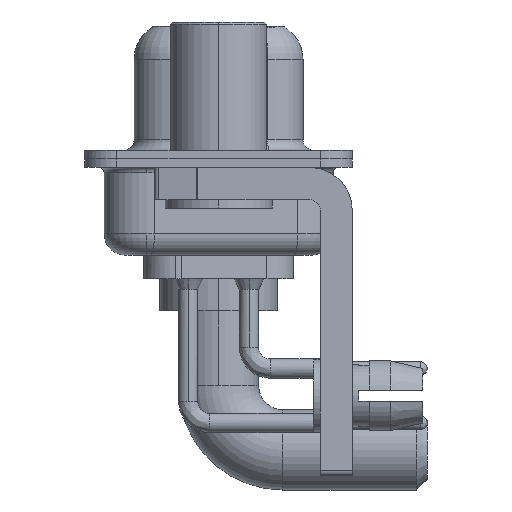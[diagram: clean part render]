
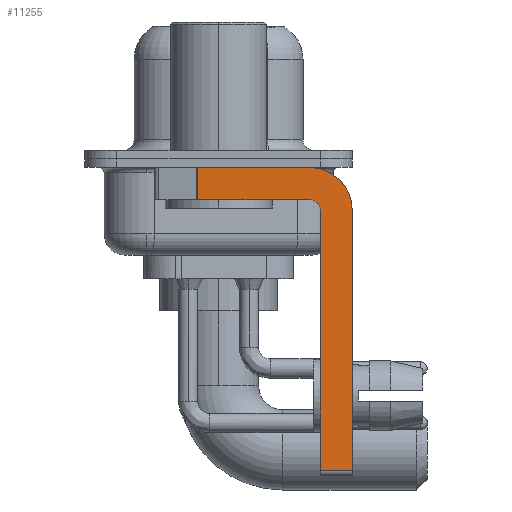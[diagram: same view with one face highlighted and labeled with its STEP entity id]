
A CAD part, left-side view. The second image highlights one B-rep face of the part: STEP entity #11255.
In plain terms, the highlighted planar face has unit normal (-1, 0, 0).
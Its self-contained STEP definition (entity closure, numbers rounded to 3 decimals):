
#1158 = LINE ( 'NONE', #9335, #20374 ) ;
#1585 = ORIENTED_EDGE ( 'NONE', *, *, #3449, .F. ) ;
#2161 = AXIS2_PLACEMENT_3D ( 'NONE', #14805, #9402, #12773 ) ;
#2291 = DIRECTION ( 'NONE',  ( 0., 0., -1. ) ) ;
#2401 = AXIS2_PLACEMENT_3D ( 'NONE', #13872, #21074, #2291 ) ;
#2570 = FACE_OUTER_BOUND ( 'NONE', #10069, .T. ) ;
#2616 = DIRECTION ( 'NONE',  ( 0., 0., -1. ) ) ;
#2785 = VECTOR ( 'NONE', #13545, 1000. ) ;
#3066 = CIRCLE ( 'NONE', #22119, 0.5 ) ;
#3099 = EDGE_CURVE ( 'NONE', #13253, #14528, #6710, .T. ) ;
#3449 = EDGE_CURVE ( 'NONE', #15371, #12937, #5026, .T. ) ;
#3520 = CARTESIAN_POINT ( 'NONE',  ( -2.9, -4.25, -1.9 ) ) ;
#3593 = CARTESIAN_POINT ( 'NONE',  ( -2.9, 3., -0.4 ) ) ;
#3924 = VERTEX_POINT ( 'NONE', #3520 ) ;
#4370 = VECTOR ( 'NONE', #7424, 1000. ) ;
#4802 = CARTESIAN_POINT ( 'NONE',  ( -2.9, -4.75, -14.8 ) ) ;
#5026 = LINE ( 'NONE', #4802, #2785 ) ;
#5052 = CARTESIAN_POINT ( 'NONE',  ( -2.9, -4.25, -0.4 ) ) ;
#5128 = ORIENTED_EDGE ( 'NONE', *, *, #3099, .F. ) ;
#5749 = CARTESIAN_POINT ( 'NONE',  ( -2.9, -4.25, -1.9 ) ) ;
#6582 = DIRECTION ( 'NONE',  ( 0., -1., 0. ) ) ;
#6710 = CIRCLE ( 'NONE', #2401, 2. ) ;
#7164 = CARTESIAN_POINT ( 'NONE',  ( -2.9, 0.978, -1.9 ) ) ;
#7424 = DIRECTION ( 'NONE',  ( 0., 1., 0. ) ) ;
#7788 = CARTESIAN_POINT ( 'NONE',  ( -2.9, 0.978, -0.4 ) ) ;
#8103 = DIRECTION ( 'NONE',  ( 0., 0., -1. ) ) ;
#8274 = EDGE_CURVE ( 'NONE', #15371, #20142, #18304, .T. ) ;
#8640 = EDGE_CURVE ( 'NONE', #19184, #13359, #17911, .T. ) ;
#9333 = EDGE_CURVE ( 'NONE', #19184, #13253, #21003, .T. ) ;
#9335 = CARTESIAN_POINT ( 'NONE',  ( -2.9, -6.25, -2.4 ) ) ;
#9402 = DIRECTION ( 'NONE',  ( 1., 0., 0. ) ) ;
#9422 = ORIENTED_EDGE ( 'NONE', *, *, #21047, .F. ) ;
#9910 = DIRECTION ( 'NONE',  ( -1., 0., 0. ) ) ;
#9955 = CARTESIAN_POINT ( 'NONE',  ( -2.9, -6.25, -2.4 ) ) ;
#10062 = CARTESIAN_POINT ( 'NONE',  ( -2.9, -4.25, -14.55 ) ) ;
#10069 = EDGE_LOOP ( 'NONE', ( #10293, #18447, #16741, #20004, #1585, #15116, #9422, #5128 ) ) ;
#10293 = ORIENTED_EDGE ( 'NONE', *, *, #9333, .F. ) ;
#11255 = ADVANCED_FACE ( 'NONE', ( #2570 ), #18313, .F. ) ;
#11596 = CARTESIAN_POINT ( 'NONE',  ( -2.9, -4.25, -2.4 ) ) ;
#11772 = CARTESIAN_POINT ( 'NONE',  ( -2.9, -6.25, -14.55 ) ) ;
#12773 = DIRECTION ( 'NONE',  ( 0., 0., -1. ) ) ;
#12937 = VERTEX_POINT ( 'NONE', #20840 ) ;
#13165 = CARTESIAN_POINT ( 'NONE',  ( -2.9, -4.75, -14.55 ) ) ;
#13253 = VERTEX_POINT ( 'NONE', #5052 ) ;
#13359 = VERTEX_POINT ( 'NONE', #7164 ) ;
#13545 = DIRECTION ( 'NONE',  ( 0., 0., 1. ) ) ;
#13872 = CARTESIAN_POINT ( 'NONE',  ( -2.9, -4.25, -2.4 ) ) ;
#14361 = EDGE_CURVE ( 'NONE', #3924, #13359, #20106, .T. ) ;
#14528 = VERTEX_POINT ( 'NONE', #9955 ) ;
#14759 = VECTOR ( 'NONE', #2616, 1000. ) ;
#14805 = CARTESIAN_POINT ( 'NONE',  ( -2.9, -4.25, -2.4 ) ) ;
#15116 = ORIENTED_EDGE ( 'NONE', *, *, #8274, .T. ) ;
#15371 = VERTEX_POINT ( 'NONE', #13165 ) ;
#16741 = ORIENTED_EDGE ( 'NONE', *, *, #14361, .F. ) ;
#16782 = DIRECTION ( 'NONE',  ( 0., 0., 1. ) ) ;
#17198 = DIRECTION ( 'NONE',  ( 0., -1., 0. ) ) ;
#17911 = LINE ( 'NONE', #21851, #14759 ) ;
#18304 = LINE ( 'NONE', #10062, #20112 ) ;
#18313 = PLANE ( 'NONE',  #2161 ) ;
#18447 = ORIENTED_EDGE ( 'NONE', *, *, #8640, .T. ) ;
#19184 = VERTEX_POINT ( 'NONE', #7788 ) ;
#19359 = EDGE_CURVE ( 'NONE', #12937, #3924, #3066, .T. ) ;
#20004 = ORIENTED_EDGE ( 'NONE', *, *, #19359, .F. ) ;
#20106 = LINE ( 'NONE', #5749, #4370 ) ;
#20112 = VECTOR ( 'NONE', #6582, 1000. ) ;
#20142 = VERTEX_POINT ( 'NONE', #11772 ) ;
#20374 = VECTOR ( 'NONE', #8103, 1000. ) ;
#20840 = CARTESIAN_POINT ( 'NONE',  ( -2.9, -4.75, -2.4 ) ) ;
#21003 = LINE ( 'NONE', #3593, #22083 ) ;
#21047 = EDGE_CURVE ( 'NONE', #14528, #20142, #1158, .T. ) ;
#21074 = DIRECTION ( 'NONE',  ( 1., 0., 0. ) ) ;
#21851 = CARTESIAN_POINT ( 'NONE',  ( -2.9, 0.978, -1.9 ) ) ;
#22083 = VECTOR ( 'NONE', #17198, 1000. ) ;
#22119 = AXIS2_PLACEMENT_3D ( 'NONE', #11596, #9910, #16782 ) ;
